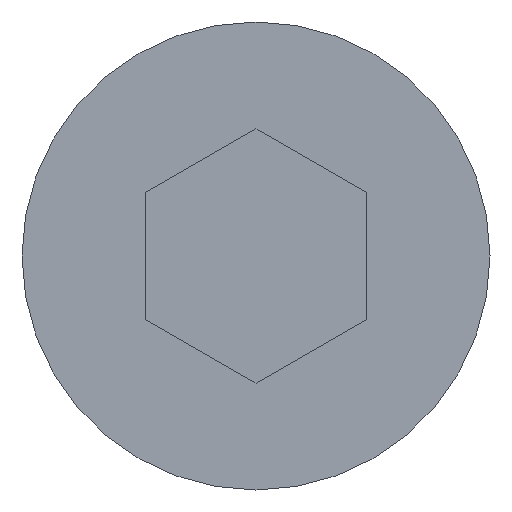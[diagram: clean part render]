
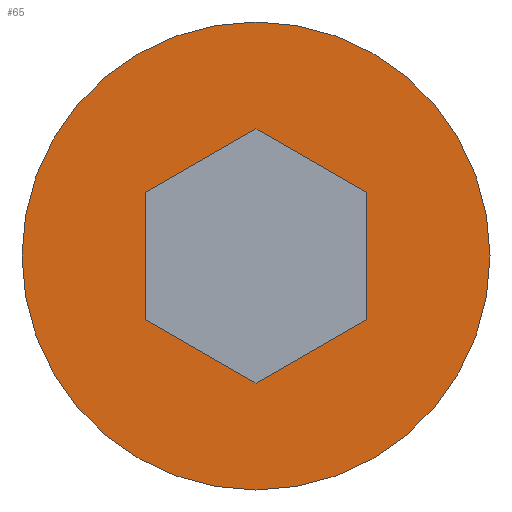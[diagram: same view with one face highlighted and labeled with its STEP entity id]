
A CAD part, left-side view. The second image highlights one B-rep face of the part: STEP entity #65.
In plain terms, the highlighted planar face has unit normal (-1, 0, 0).
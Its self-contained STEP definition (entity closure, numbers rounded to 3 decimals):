
#11 = DIRECTION ( 'NONE',  ( -1., 0., 0. ) ) ;
#14 = FACE_OUTER_BOUND ( 'NONE', #455, .T. ) ;
#18 = EDGE_CURVE ( 'NONE', #166, #341, #283, .T. ) ;
#33 = EDGE_CURVE ( 'NONE', #420, #188, #145, .T. ) ;
#35 = CARTESIAN_POINT ( 'NONE',  ( -5., 0., -2.309 ) ) ;
#39 = ORIENTED_EDGE ( 'NONE', *, *, #201, .T. ) ;
#50 = VECTOR ( 'NONE', #456, 1000. ) ;
#51 = CARTESIAN_POINT ( 'NONE',  ( -5., -2., 0. ) ) ;
#52 = VECTOR ( 'NONE', #476, 1000. ) ;
#65 = ADVANCED_FACE ( 'NONE', ( #302, #14 ), #346, .T. ) ;
#72 = EDGE_CURVE ( 'NONE', #188, #392, #208, .T. ) ;
#74 = CIRCLE ( 'NONE', #363, 4.25 ) ;
#78 = CARTESIAN_POINT ( 'NONE',  ( -5., 0., -2.309 ) ) ;
#85 = DIRECTION ( 'NONE',  ( 1., 0., 0. ) ) ;
#89 = CARTESIAN_POINT ( 'NONE',  ( -5., -2., 1.155 ) ) ;
#108 = LINE ( 'NONE', #51, #50 ) ;
#121 = CARTESIAN_POINT ( 'NONE',  ( -5., 0., 0. ) ) ;
#140 = ORIENTED_EDGE ( 'NONE', *, *, #33, .T. ) ;
#142 = EDGE_CURVE ( 'NONE', #341, #231, #400, .T. ) ;
#145 = LINE ( 'NONE', #453, #187 ) ;
#153 = DIRECTION ( 'NONE',  ( 0., 0.866, -0.5 ) ) ;
#157 = DIRECTION ( 'NONE',  ( 0., 0., 1. ) ) ;
#166 = VERTEX_POINT ( 'NONE', #178 ) ;
#178 = CARTESIAN_POINT ( 'NONE',  ( -5., 2., 1.155 ) ) ;
#182 = VECTOR ( 'NONE', #359, 1000. ) ;
#185 = ORIENTED_EDGE ( 'NONE', *, *, #432, .T. ) ;
#186 = DIRECTION ( 'NONE',  ( 0., 0., 1. ) ) ;
#187 = VECTOR ( 'NONE', #153, 1000. ) ;
#188 = VERTEX_POINT ( 'NONE', #78 ) ;
#190 = DIRECTION ( 'NONE',  ( 0., -0.866, 0.5 ) ) ;
#201 = EDGE_CURVE ( 'NONE', #231, #420, #108, .T. ) ;
#208 = LINE ( 'NONE', #35, #52 ) ;
#210 = CARTESIAN_POINT ( 'NONE',  ( -5., 0., 2.309 ) ) ;
#231 = VERTEX_POINT ( 'NONE', #89 ) ;
#234 = CARTESIAN_POINT ( 'NONE',  ( -5., 0., -4.25 ) ) ;
#235 = CARTESIAN_POINT ( 'NONE',  ( -5., 2., 0. ) ) ;
#244 = CIRCLE ( 'NONE', #393, 4.25 ) ;
#247 = ORIENTED_EDGE ( 'NONE', *, *, #319, .F. ) ;
#266 = DIRECTION ( 'NONE',  ( 0., 0., 1. ) ) ;
#268 = EDGE_LOOP ( 'NONE', ( #140, #358, #185, #367, #378, #39 ) ) ;
#272 = CARTESIAN_POINT ( 'NONE',  ( -5., 0., 2.309 ) ) ;
#283 = LINE ( 'NONE', #386, #361 ) ;
#291 = EDGE_CURVE ( 'NONE', #322, #399, #244, .T. ) ;
#302 = FACE_BOUND ( 'NONE', #268, .T. ) ;
#304 = CARTESIAN_POINT ( 'NONE',  ( -5., 0., 4.25 ) ) ;
#309 = CARTESIAN_POINT ( 'NONE',  ( -5., -2., -1.155 ) ) ;
#319 = EDGE_CURVE ( 'NONE', #399, #322, #74, .T. ) ;
#322 = VERTEX_POINT ( 'NONE', #304 ) ;
#324 = AXIS2_PLACEMENT_3D ( 'NONE', #416, #11, #266 ) ;
#337 = LINE ( 'NONE', #235, #182 ) ;
#339 = ORIENTED_EDGE ( 'NONE', *, *, #291, .F. ) ;
#341 = VERTEX_POINT ( 'NONE', #272 ) ;
#342 = DIRECTION ( 'NONE',  ( 1., 0., 0. ) ) ;
#346 = PLANE ( 'NONE',  #324 ) ;
#358 = ORIENTED_EDGE ( 'NONE', *, *, #72, .T. ) ;
#359 = DIRECTION ( 'NONE',  ( 0., 0., 1. ) ) ;
#361 = VECTOR ( 'NONE', #190, 1000. ) ;
#363 = AXIS2_PLACEMENT_3D ( 'NONE', #381, #85, #186 ) ;
#367 = ORIENTED_EDGE ( 'NONE', *, *, #18, .T. ) ;
#378 = ORIENTED_EDGE ( 'NONE', *, *, #142, .T. ) ;
#381 = CARTESIAN_POINT ( 'NONE',  ( -5., 0., 0. ) ) ;
#386 = CARTESIAN_POINT ( 'NONE',  ( -5., 2., 1.155 ) ) ;
#392 = VERTEX_POINT ( 'NONE', #427 ) ;
#393 = AXIS2_PLACEMENT_3D ( 'NONE', #121, #342, #157 ) ;
#399 = VERTEX_POINT ( 'NONE', #234 ) ;
#400 = LINE ( 'NONE', #210, #405 ) ;
#403 = DIRECTION ( 'NONE',  ( 0., -0.866, -0.5 ) ) ;
#405 = VECTOR ( 'NONE', #403, 1000. ) ;
#416 = CARTESIAN_POINT ( 'NONE',  ( -5., 3.28, 0. ) ) ;
#420 = VERTEX_POINT ( 'NONE', #309 ) ;
#427 = CARTESIAN_POINT ( 'NONE',  ( -5., 2., -1.155 ) ) ;
#432 = EDGE_CURVE ( 'NONE', #392, #166, #337, .T. ) ;
#453 = CARTESIAN_POINT ( 'NONE',  ( -5., -2., -1.155 ) ) ;
#455 = EDGE_LOOP ( 'NONE', ( #339, #247 ) ) ;
#456 = DIRECTION ( 'NONE',  ( 0., 0., -1. ) ) ;
#476 = DIRECTION ( 'NONE',  ( 0., 0.866, 0.5 ) ) ;
